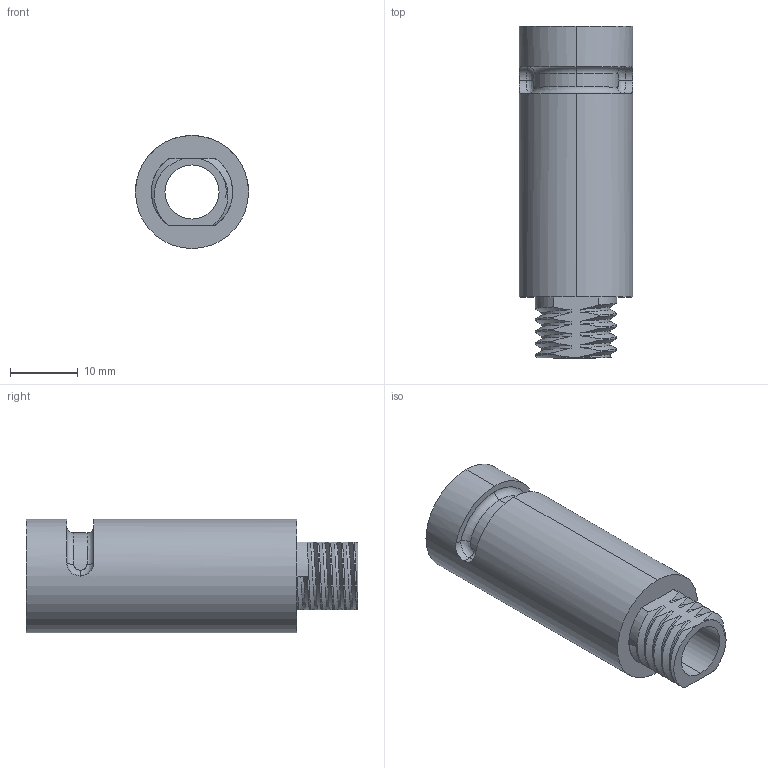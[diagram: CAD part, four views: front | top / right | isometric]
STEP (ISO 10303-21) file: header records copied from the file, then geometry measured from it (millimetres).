
FILE_DESCRIPTION (( 'STEP AP203' ), '1' );
FILE_NAME ('ConnecteurVis090519.STEP', '2021-12-03T10:23:16', ( '' ), ( '' ), 'SwSTEP 2.0', 'SolidWorks 2020', '' );
FILE_SCHEMA (( 'CONFIG_CONTROL_DESIGN' ));
Length unit declared in the file: millimetre
Products named in the file (1): ConnecteurVis090519
Bounding box: 16.7 x 49 x 16.7 mm (x, y, z)
Volume: 6922.5 mm3; surface area: 4248.2 mm2
Topology: 1 solids, 1 shells, 83 faces, 228 edges, 148 vertices
Faces by surface type: bspline 39, cylinder 32, plane 9, torus 3
Entity records: 11101 total; most frequent: CARTESIAN_POINT 9425, ORIENTED_EDGE 456, EDGE_CURVE 228, DIRECTION 198, VERTEX_POINT 148, EDGE_LOOP 86, ADVANCED_FACE 83, FACE_OUTER_BOUND 83
